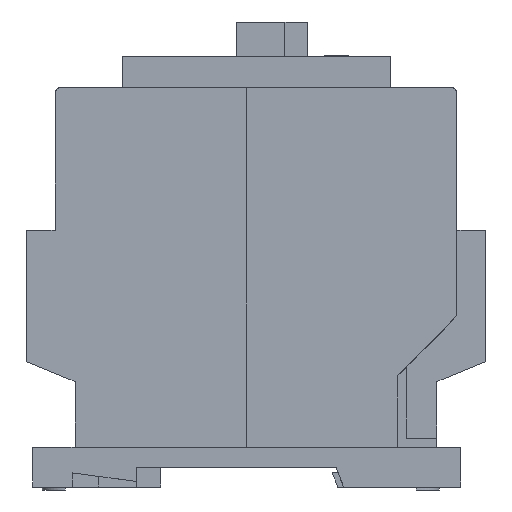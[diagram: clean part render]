
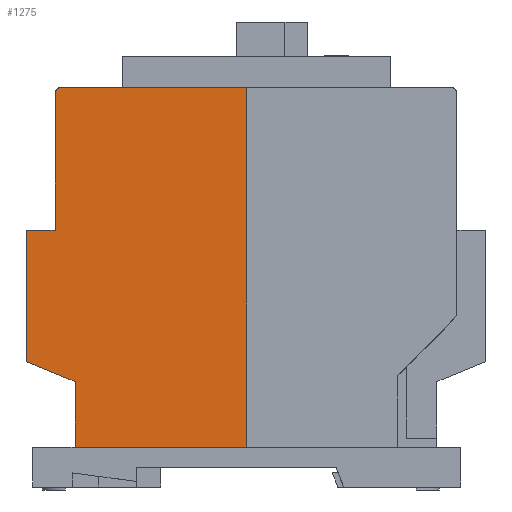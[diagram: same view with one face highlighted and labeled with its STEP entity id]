
A CAD part, left-side view. The second image highlights one B-rep face of the part: STEP entity #1275.
In plain terms, the highlighted planar face has unit normal (-1, 0, 0).
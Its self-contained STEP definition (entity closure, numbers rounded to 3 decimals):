
#540=B_SPLINE_CURVE_WITH_KNOTS('',1,(#13839,#13840),.UNSPECIFIED.,.F.,.F.,
(2,2),(-247.,-225.25),.UNSPECIFIED.);
#716=B_SPLINE_CURVE_WITH_KNOTS('',1,(#14280,#14281),.UNSPECIFIED.,.F.,.F.,
(2,2),(-4.596,4.596),.UNSPECIFIED.);
#725=B_SPLINE_CURVE_WITH_KNOTS('',1,(#14347,#14348),.UNSPECIFIED.,.F.,.F.,
(2,2),(-69.406,-39.356),.UNSPECIFIED.);
#1275=ADVANCED_FACE('',(#1804),#8604,.T.);
#1804=FACE_OUTER_BOUND('',#2357,.T.);
#2357=EDGE_LOOP('',(#4335,#4336,#4337,#4338,#4339,#4340,#4341,#4342,#4343,
#4344));
#4335=ORIENTED_EDGE('',*,*,#6346,.T.);
#4336=ORIENTED_EDGE('',*,*,#6122,.F.);
#4337=ORIENTED_EDGE('',*,*,#6347,.T.);
#4338=ORIENTED_EDGE('',*,*,#6348,.T.);
#4339=ORIENTED_EDGE('',*,*,#6349,.T.);
#4340=ORIENTED_EDGE('',*,*,#6350,.T.);
#4341=ORIENTED_EDGE('',*,*,#6335,.F.);
#4342=ORIENTED_EDGE('',*,*,#6324,.F.);
#4343=ORIENTED_EDGE('',*,*,#6351,.T.);
#4344=ORIENTED_EDGE('',*,*,#6352,.T.);
#6122=EDGE_CURVE('',#7761,#7833,#540,.T.);
#6324=EDGE_CURVE('',#7979,#7980,#716,.T.);
#6335=EDGE_CURVE('',#7980,#7990,#7060,.T.);
#6346=EDGE_CURVE('',#7999,#7833,#7067,.T.);
#6347=EDGE_CURVE('',#7761,#8000,#7068,.T.);
#6348=EDGE_CURVE('',#8000,#8001,#7069,.T.);
#6349=EDGE_CURVE('',#8001,#8002,#7070,.T.);
#6350=EDGE_CURVE('',#8002,#7990,#7071,.T.);
#6351=EDGE_CURVE('',#7979,#8003,#7072,.T.);
#6352=EDGE_CURVE('',#8003,#7999,#725,.T.);
#7060=(
BOUNDED_CURVE()
B_SPLINE_CURVE(2,(#14304,#14305,#14306),.UNSPECIFIED.,.F.,.F.)
B_SPLINE_CURVE_WITH_KNOTS((3,3),(174.887,197.887),
 .UNSPECIFIED.)
CURVE()
GEOMETRIC_REPRESENTATION_ITEM()
RATIONAL_B_SPLINE_CURVE((1.,1.,1.))
REPRESENTATION_ITEM('')
);
#7067=(
BOUNDED_CURVE()
B_SPLINE_CURVE(2,(#14329,#14330,#14331),.UNSPECIFIED.,.F.,.F.)
B_SPLINE_CURVE_WITH_KNOTS((3,3),(-96.55,-33.55),
 .UNSPECIFIED.)
CURVE()
GEOMETRIC_REPRESENTATION_ITEM()
RATIONAL_B_SPLINE_CURVE((1.,1.,1.))
REPRESENTATION_ITEM('')
);
#7068=(
BOUNDED_CURVE()
B_SPLINE_CURVE(2,(#14332,#14333,#14334),.UNSPECIFIED.,.F.,.F.)
B_SPLINE_CURVE_WITH_KNOTS((3,3),(-11.8,-1.),
 .UNSPECIFIED.)
CURVE()
GEOMETRIC_REPRESENTATION_ITEM()
RATIONAL_B_SPLINE_CURVE((1.,1.,1.))
REPRESENTATION_ITEM('')
);
#7069=(
BOUNDED_CURVE()
B_SPLINE_CURVE(2,(#14335,#14336,#14337),.UNSPECIFIED.,.F.,.F.)
B_SPLINE_CURVE_WITH_KNOTS((3,3),(-1.,0.571),
 .UNSPECIFIED.)
CURVE()
GEOMETRIC_REPRESENTATION_ITEM()
RATIONAL_B_SPLINE_CURVE((1.,0.707,1.))
REPRESENTATION_ITEM('')
);
#7070=(
BOUNDED_CURVE()
B_SPLINE_CURVE(2,(#14338,#14339,#14340),.UNSPECIFIED.,.F.,.F.)
B_SPLINE_CURVE_WITH_KNOTS((3,3),(-226.887,-202.887),
 .UNSPECIFIED.)
CURVE()
GEOMETRIC_REPRESENTATION_ITEM()
RATIONAL_B_SPLINE_CURVE((1.,1.,1.))
REPRESENTATION_ITEM('')
);
#7071=(
BOUNDED_CURVE()
B_SPLINE_CURVE(2,(#14341,#14342,#14343),.UNSPECIFIED.,.F.,.F.)
B_SPLINE_CURVE_WITH_KNOTS((3,3),(-202.887,-197.887),
 .UNSPECIFIED.)
CURVE()
GEOMETRIC_REPRESENTATION_ITEM()
RATIONAL_B_SPLINE_CURVE((1.,1.,1.))
REPRESENTATION_ITEM('')
);
#7072=(
BOUNDED_CURVE()
B_SPLINE_CURVE(2,(#14344,#14345,#14346),.UNSPECIFIED.,.F.,.F.)
B_SPLINE_CURVE_WITH_KNOTS((3,3),(-165.695,-154.195),
 .UNSPECIFIED.)
CURVE()
GEOMETRIC_REPRESENTATION_ITEM()
RATIONAL_B_SPLINE_CURVE((1.,1.,1.))
REPRESENTATION_ITEM('')
);
#7761=VERTEX_POINT('',#11637);
#7833=VERTEX_POINT('',#11709);
#7979=VERTEX_POINT('',#11855);
#7980=VERTEX_POINT('',#11856);
#7990=VERTEX_POINT('',#11866);
#7999=VERTEX_POINT('',#11875);
#8000=VERTEX_POINT('',#11876);
#8001=VERTEX_POINT('',#11877);
#8002=VERTEX_POINT('',#11878);
#8003=VERTEX_POINT('',#11879);
#8604=PLANE('',#9073);
#9073=AXIS2_PLACEMENT_3D('',#10743,#9525,$);
#9525=DIRECTION('',(-1.,0.,0.));
#10743=CARTESIAN_POINT('',(-22.52,42.417,0.712));
#11637=CARTESIAN_POINT('',(-22.52,21.75,70.024));
#11709=CARTESIAN_POINT('',(-22.52,0.,70.024));
#11855=CARTESIAN_POINT('',(-22.52,30.05,18.524));
#11856=CARTESIAN_POINT('',(-22.52,38.55,22.024));
#11866=CARTESIAN_POINT('',(-22.52,38.55,45.024));
#11875=CARTESIAN_POINT('',(-22.52,0.,7.024));
#11876=CARTESIAN_POINT('',(-22.52,32.55,70.024));
#11877=CARTESIAN_POINT('',(-22.52,33.55,69.024));
#11878=CARTESIAN_POINT('',(-22.52,33.55,45.024));
#11879=CARTESIAN_POINT('',(-22.52,30.05,7.024));
#13839=CARTESIAN_POINT('',(-22.52,21.75,70.024));
#13840=CARTESIAN_POINT('',(-22.52,0.,70.024));
#14280=CARTESIAN_POINT('',(-22.52,30.05,18.524));
#14281=CARTESIAN_POINT('',(-22.52,38.55,22.024));
#14304=CARTESIAN_POINT('',(-22.52,38.55,22.024));
#14305=CARTESIAN_POINT('',(-22.52,38.55,33.524));
#14306=CARTESIAN_POINT('',(-22.52,38.55,45.024));
#14329=CARTESIAN_POINT('',(-22.52,0.,7.024));
#14330=CARTESIAN_POINT('',(-22.52,0.,38.524));
#14331=CARTESIAN_POINT('',(-22.52,0.,70.024));
#14332=CARTESIAN_POINT('',(-22.52,21.75,70.024));
#14333=CARTESIAN_POINT('',(-22.52,27.15,70.024));
#14334=CARTESIAN_POINT('',(-22.52,32.55,70.024));
#14335=CARTESIAN_POINT('',(-22.52,32.55,70.024));
#14336=CARTESIAN_POINT('',(-22.52,33.55,70.024));
#14337=CARTESIAN_POINT('',(-22.52,33.55,69.024));
#14338=CARTESIAN_POINT('',(-22.52,33.55,69.024));
#14339=CARTESIAN_POINT('',(-22.52,33.55,57.024));
#14340=CARTESIAN_POINT('',(-22.52,33.55,45.024));
#14341=CARTESIAN_POINT('',(-22.52,33.55,45.024));
#14342=CARTESIAN_POINT('',(-22.52,36.05,45.024));
#14343=CARTESIAN_POINT('',(-22.52,38.55,45.024));
#14344=CARTESIAN_POINT('',(-22.52,30.05,18.524));
#14345=CARTESIAN_POINT('',(-22.52,30.05,12.774));
#14346=CARTESIAN_POINT('',(-22.52,30.05,7.024));
#14347=CARTESIAN_POINT('',(-22.52,30.05,7.024));
#14348=CARTESIAN_POINT('',(-22.52,0.,7.024));
